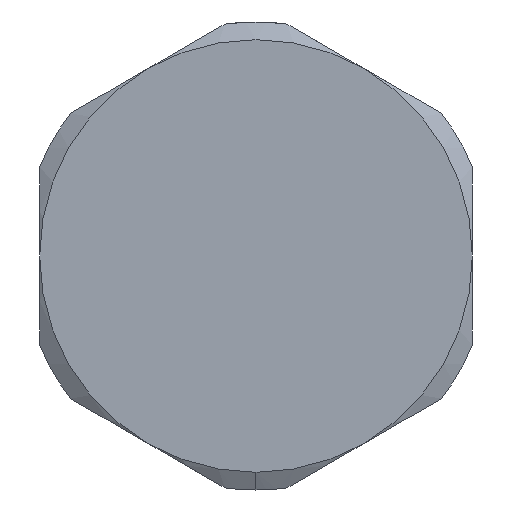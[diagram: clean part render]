
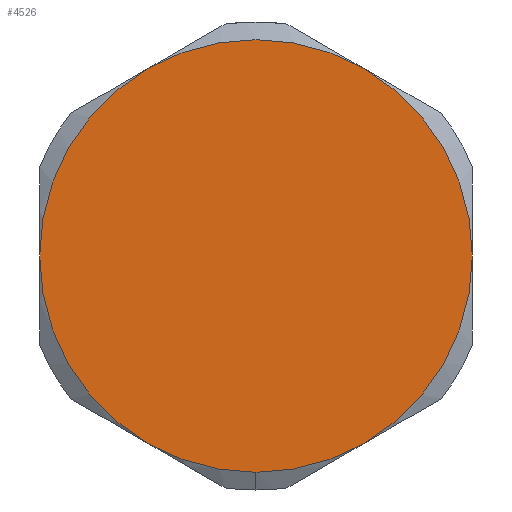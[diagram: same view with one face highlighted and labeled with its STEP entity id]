
A CAD part, left-side view. The second image highlights one B-rep face of the part: STEP entity #4526.
In plain terms, the highlighted planar face has unit normal (-1, 0, 0).
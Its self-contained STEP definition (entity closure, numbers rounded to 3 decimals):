
#8 = FACE_OUTER_BOUND ( 'NONE', #1232, .T. ) ;
#138 = DIRECTION ( 'NONE',  ( 1., 0., 0. ) ) ;
#280 = DIRECTION ( 'NONE',  ( 0., 0., -1. ) ) ;
#590 = CARTESIAN_POINT ( 'NONE',  ( 0., -9.5, 16.454 ) ) ;
#641 = DIRECTION ( 'NONE',  ( 1., 0., 0. ) ) ;
#828 = CARTESIAN_POINT ( 'NONE',  ( 0., 0., 0. ) ) ;
#905 = CARTESIAN_POINT ( 'NONE',  ( 0., 9.5, -16.454 ) ) ;
#1042 = CARTESIAN_POINT ( 'NONE',  ( 0., -9.5, -16.454 ) ) ;
#1062 = AXIS2_PLACEMENT_3D ( 'NONE', #1186, #1205, #3822 ) ;
#1186 = CARTESIAN_POINT ( 'NONE',  ( 0., 0., 0. ) ) ;
#1205 = DIRECTION ( 'NONE',  ( 1., 0., 0. ) ) ;
#1232 = EDGE_LOOP ( 'NONE', ( #1461, #2510, #1298, #3017, #3929, #3945, #4606 ) ) ;
#1298 = ORIENTED_EDGE ( 'NONE', *, *, #2039, .F. ) ;
#1389 = AXIS2_PLACEMENT_3D ( 'NONE', #3562, #138, #3922 ) ;
#1437 = CIRCLE ( 'NONE', #1062, 19. ) ;
#1450 = DIRECTION ( 'NONE',  ( 0., 0., -1. ) ) ;
#1461 = ORIENTED_EDGE ( 'NONE', *, *, #3655, .F. ) ;
#1489 = CIRCLE ( 'NONE', #1389, 19. ) ;
#1533 = AXIS2_PLACEMENT_3D ( 'NONE', #2134, #641, #4761 ) ;
#1784 = EDGE_CURVE ( 'NONE', #4435, #2271, #2899, .T. ) ;
#1904 = CARTESIAN_POINT ( 'NONE',  ( 0., 0., -19. ) ) ;
#1988 = CARTESIAN_POINT ( 'NONE',  ( 0., 19., 0. ) ) ;
#2039 = EDGE_CURVE ( 'NONE', #3107, #3367, #3243, .T. ) ;
#2107 = PLANE ( 'NONE',  #2739 ) ;
#2134 = CARTESIAN_POINT ( 'NONE',  ( 0., 0., 0. ) ) ;
#2141 = DIRECTION ( 'NONE',  ( 0., 0., -1. ) ) ;
#2271 = VERTEX_POINT ( 'NONE', #3790 ) ;
#2291 = EDGE_CURVE ( 'NONE', #4748, #4435, #4807, .T. ) ;
#2504 = EDGE_CURVE ( 'NONE', #2761, #4748, #3952, .T. ) ;
#2510 = ORIENTED_EDGE ( 'NONE', *, *, #3594, .F. ) ;
#2557 = EDGE_CURVE ( 'NONE', #2271, #3107, #3600, .T. ) ;
#2739 = AXIS2_PLACEMENT_3D ( 'NONE', #4371, #4714, #2141 ) ;
#2761 = VERTEX_POINT ( 'NONE', #1904 ) ;
#2899 = CIRCLE ( 'NONE', #3769, 19. ) ;
#3017 = ORIENTED_EDGE ( 'NONE', *, *, #2557, .F. ) ;
#3107 = VERTEX_POINT ( 'NONE', #590 ) ;
#3243 = CIRCLE ( 'NONE', #3375, 19. ) ;
#3244 = CARTESIAN_POINT ( 'NONE',  ( 0., -19., 0. ) ) ;
#3294 = CARTESIAN_POINT ( 'NONE',  ( 0., 0., 0. ) ) ;
#3367 = VERTEX_POINT ( 'NONE', #3244 ) ;
#3375 = AXIS2_PLACEMENT_3D ( 'NONE', #3294, #3674, #1450 ) ;
#3442 = DIRECTION ( 'NONE',  ( 0., 0., -1. ) ) ;
#3562 = CARTESIAN_POINT ( 'NONE',  ( 0., 0., 0. ) ) ;
#3594 = EDGE_CURVE ( 'NONE', #3367, #3881, #1437, .T. ) ;
#3600 = CIRCLE ( 'NONE', #1533, 19. ) ;
#3645 = AXIS2_PLACEMENT_3D ( 'NONE', #828, #4148, #3442 ) ;
#3655 = EDGE_CURVE ( 'NONE', #3881, #2761, #1489, .T. ) ;
#3674 = DIRECTION ( 'NONE',  ( 1., 0., 0. ) ) ;
#3769 = AXIS2_PLACEMENT_3D ( 'NONE', #4350, #4646, #4329 ) ;
#3790 = CARTESIAN_POINT ( 'NONE',  ( 0., 9.5, 16.454 ) ) ;
#3822 = DIRECTION ( 'NONE',  ( 0., 0., -1. ) ) ;
#3881 = VERTEX_POINT ( 'NONE', #1042 ) ;
#3898 = AXIS2_PLACEMENT_3D ( 'NONE', #4740, #4774, #280 ) ;
#3922 = DIRECTION ( 'NONE',  ( 0., 0., -1. ) ) ;
#3929 = ORIENTED_EDGE ( 'NONE', *, *, #1784, .F. ) ;
#3945 = ORIENTED_EDGE ( 'NONE', *, *, #2291, .F. ) ;
#3952 = CIRCLE ( 'NONE', #3898, 19. ) ;
#4148 = DIRECTION ( 'NONE',  ( 1., 0., 0. ) ) ;
#4329 = DIRECTION ( 'NONE',  ( 0., 0., -1. ) ) ;
#4350 = CARTESIAN_POINT ( 'NONE',  ( 0., 0., 0. ) ) ;
#4371 = CARTESIAN_POINT ( 'NONE',  ( 0., 0., -21.939 ) ) ;
#4435 = VERTEX_POINT ( 'NONE', #1988 ) ;
#4526 = ADVANCED_FACE ( 'NONE', ( #8 ), #2107, .F. ) ;
#4606 = ORIENTED_EDGE ( 'NONE', *, *, #2504, .F. ) ;
#4646 = DIRECTION ( 'NONE',  ( 1., 0., 0. ) ) ;
#4714 = DIRECTION ( 'NONE',  ( 1., 0., 0. ) ) ;
#4740 = CARTESIAN_POINT ( 'NONE',  ( 0., 0., 0. ) ) ;
#4748 = VERTEX_POINT ( 'NONE', #905 ) ;
#4761 = DIRECTION ( 'NONE',  ( 0., 0., -1. ) ) ;
#4774 = DIRECTION ( 'NONE',  ( 1., 0., 0. ) ) ;
#4807 = CIRCLE ( 'NONE', #3645, 19. ) ;
